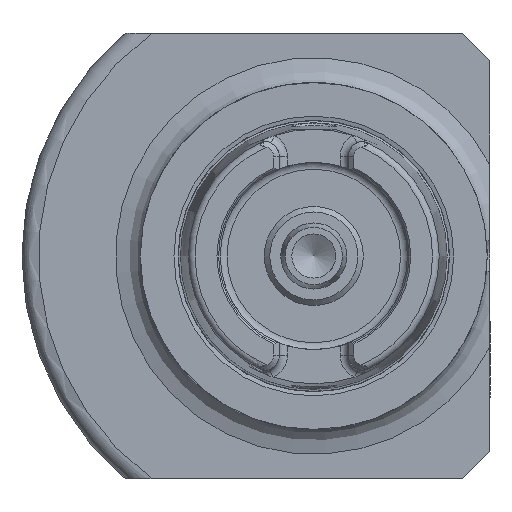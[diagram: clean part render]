
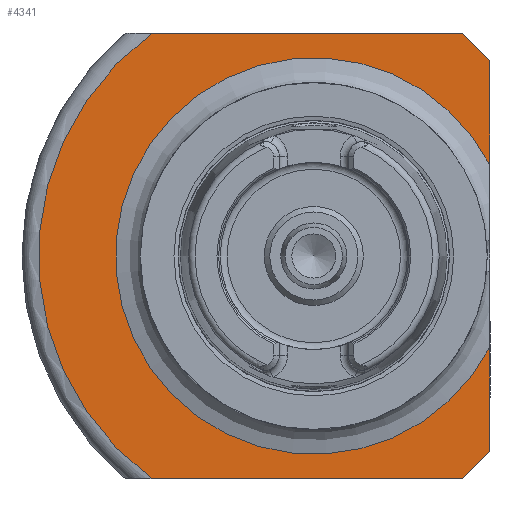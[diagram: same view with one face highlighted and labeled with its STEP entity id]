
A CAD part, left-side view. The second image highlights one B-rep face of the part: STEP entity #4341.
In plain terms, the highlighted planar face has unit normal (-1, 0, 0).
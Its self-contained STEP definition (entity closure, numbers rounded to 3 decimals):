
#1257=CARTESIAN_POINT('',(70.,-27.,40.5));
#1258=VERTEX_POINT('',#1257);
#1265=CARTESIAN_POINT('',(70.,-32.,35.5));
#1266=VERTEX_POINT('',#1265);
#1267=CARTESIAN_POINT('',(70.,-32.,35.5));
#1268=DIRECTION('',(0.,0.707,0.707));
#1269=VECTOR('',#1268,7.071);
#1270=LINE('',#1267,#1269);
#1271=EDGE_CURVE('',#1266,#1258,#1270,.T.);
#1355=CARTESIAN_POINT('',(70.,29.321,40.5));
#1356=VERTEX_POINT('',#1355);
#1372=CARTESIAN_POINT('',(70.,-27.,40.5));
#1373=DIRECTION('',(0.0,1.0,0.0));
#1374=VECTOR('',#1373,56.321);
#1375=LINE('',#1372,#1374);
#1376=EDGE_CURVE('',#1258,#1356,#1375,.T.);
#2532=CARTESIAN_POINT('',(70.,-27.,-40.5));
#2533=VERTEX_POINT('',#2532);
#2540=CARTESIAN_POINT('',(70.,29.321,-40.5));
#2541=VERTEX_POINT('',#2540);
#2542=CARTESIAN_POINT('',(70.0,29.321,-40.5));
#2543=DIRECTION('',(0.0,-1.0,0.0));
#2544=VECTOR('',#2543,56.321);
#2545=LINE('',#2542,#2544);
#2546=EDGE_CURVE('',#2541,#2533,#2545,.T.);
#2605=CARTESIAN_POINT('',(70.,-32.,-35.5));
#2606=VERTEX_POINT('',#2605);
#2613=CARTESIAN_POINT('',(70.,-27.,-40.5));
#2614=DIRECTION('',(0.,-0.707,0.707));
#2615=VECTOR('',#2614,7.071);
#2616=LINE('',#2613,#2615);
#2617=EDGE_CURVE('',#2533,#2606,#2616,.T.);
#2630=CARTESIAN_POINT('',(70.,-32.,16.492));
#2631=VERTEX_POINT('',#2630);
#2632=CARTESIAN_POINT('',(70.,-32.,16.492));
#2633=DIRECTION('',(0.0,0.0,1.0));
#2634=VECTOR('',#2633,19.008);
#2635=LINE('',#2632,#2634);
#2636=EDGE_CURVE('',#2631,#1266,#2635,.T.);
#2652=CARTESIAN_POINT('',(70.,-32.,-16.492));
#2653=VERTEX_POINT('',#2652);
#2667=CARTESIAN_POINT('',(70.,-32.,-35.5));
#2668=DIRECTION('',(0.0,0.0,1.0));
#2669=VECTOR('',#2668,19.008);
#2670=LINE('',#2667,#2669);
#2671=EDGE_CURVE('',#2606,#2653,#2670,.T.);
#2698=CARTESIAN_POINT('',(70.,0.,0.0));
#2699=DIRECTION('',(1.0,0.0,0.0));
#2700=DIRECTION('',(0.0,1.0,0.0));
#2701=AXIS2_PLACEMENT_3D('',#2698,#2699,#2700);
#2702=CIRCLE('',#2701,36.);
#2703=EDGE_CURVE('',#2653,#2631,#2702,.T.);
#4320=CARTESIAN_POINT('',(70.,45.25,0.0));
#4321=DIRECTION('',(-1.0,0.0,0.0));
#4322=DIRECTION('',(0.0,0.0,1.0));
#4323=AXIS2_PLACEMENT_3D('',#4320,#4321,#4322);
#4324=PLANE('',#4323);
#4325=ORIENTED_EDGE('',*,*,#1376,.T.);
#4326=CARTESIAN_POINT('',(70.,0.,0.0));
#4327=DIRECTION('',(1.0,0.0,0.0));
#4328=DIRECTION('',(0.0,1.0,0.0));
#4329=AXIS2_PLACEMENT_3D('',#4326,#4327,#4328);
#4330=CIRCLE('',#4329,50.);
#4331=EDGE_CURVE('',#2541,#1356,#4330,.T.);
#4332=ORIENTED_EDGE('',*,*,#4331,.F.);
#4333=ORIENTED_EDGE('',*,*,#2546,.T.);
#4334=ORIENTED_EDGE('',*,*,#2617,.T.);
#4335=ORIENTED_EDGE('',*,*,#2671,.T.);
#4336=ORIENTED_EDGE('',*,*,#2703,.T.);
#4337=ORIENTED_EDGE('',*,*,#2636,.T.);
#4338=ORIENTED_EDGE('',*,*,#1271,.T.);
#4339=EDGE_LOOP('',(#4325,#4332,#4333,#4334,#4335,#4336,#4337,#4338));
#4340=FACE_OUTER_BOUND('',#4339,.T.);
#4341=ADVANCED_FACE('',(#4340),#4324,.T.);
